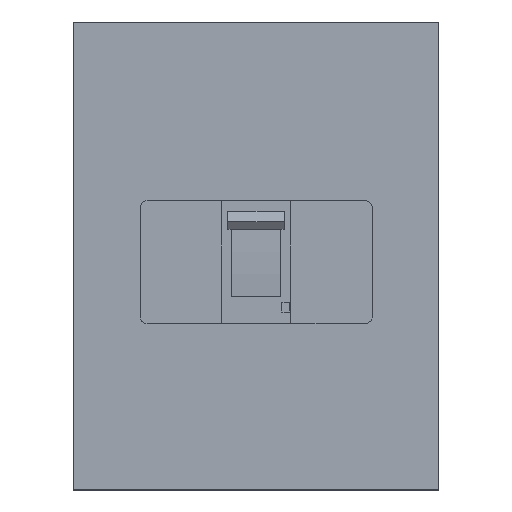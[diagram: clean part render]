
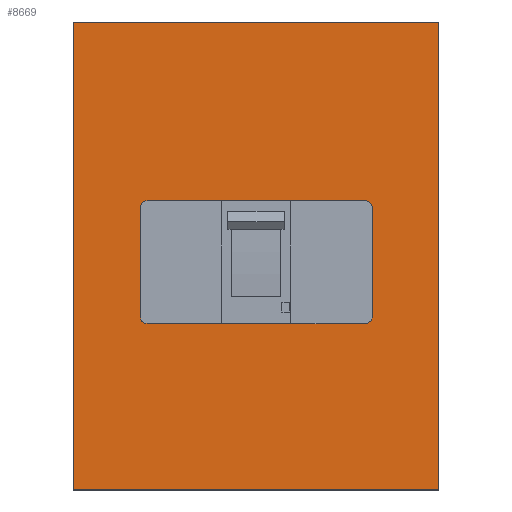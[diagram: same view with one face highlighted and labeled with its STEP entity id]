
A CAD part, top view. The second image highlights one B-rep face of the part: STEP entity #8669.
In plain terms, the highlighted planar face has unit normal (0, 0, 1).
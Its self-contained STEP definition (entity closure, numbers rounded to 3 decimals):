
#392 = PLANE ( 'NONE',  #8608 ) ;
#597 = CIRCLE ( 'NONE', #13179, 5. ) ;
#668 = ORIENTED_EDGE ( 'NONE', *, *, #11979, .T. ) ;
#1047 = VERTEX_POINT ( 'NONE', #3799 ) ;
#1200 = DIRECTION ( 'NONE',  ( 0., 0., -1. ) ) ;
#1293 = LINE ( 'NONE', #2094, #11126 ) ;
#1439 = AXIS2_PLACEMENT_3D ( 'NONE', #13870, #6214, #15093 ) ;
#1887 = ORIENTED_EDGE ( 'NONE', *, *, #2463, .T. ) ;
#1959 = LINE ( 'NONE', #5310, #14696 ) ;
#2047 = ORIENTED_EDGE ( 'NONE', *, *, #10093, .T. ) ;
#2094 = CARTESIAN_POINT ( 'NONE',  ( 31.282, 0., 0. ) ) ;
#2428 = DIRECTION ( 'NONE',  ( 0., 1., 0. ) ) ;
#2440 = AXIS2_PLACEMENT_3D ( 'NONE', #3197, #12142, #4496 ) ;
#2463 = EDGE_CURVE ( 'NONE', #3905, #5531, #14339, .T. ) ;
#2488 = CARTESIAN_POINT ( 'NONE',  ( 80.482, 0., 0. ) ) ;
#2550 = CARTESIAN_POINT ( 'NONE',  ( 299.282, 460., 0. ) ) ;
#2675 = VERTEX_POINT ( 'NONE', #15703 ) ;
#2788 = VERTEX_POINT ( 'NONE', #16330 ) ;
#2866 = EDGE_CURVE ( 'NONE', #10085, #11127, #11326, .T. ) ;
#2924 = ORIENTED_EDGE ( 'NONE', *, *, #2866, .T. ) ;
#2981 = EDGE_CURVE ( 'NONE', #6234, #2675, #9349, .T. ) ;
#3197 = CARTESIAN_POINT ( 'NONE',  ( 85.482, 667., 0. ) ) ;
#3436 = ORIENTED_EDGE ( 'NONE', *, *, #9783, .T. ) ;
#3629 = EDGE_CURVE ( 'NONE', #1047, #12762, #1959, .T. ) ;
#3660 = VECTOR ( 'NONE', #15273, 1000. ) ;
#3779 = VERTEX_POINT ( 'NONE', #5772 ) ;
#3799 = CARTESIAN_POINT ( 'NONE',  ( 31.282, 460., 0. ) ) ;
#3815 = CARTESIAN_POINT ( 'NONE',  ( 250.482, 0., 0. ) ) ;
#3905 = VERTEX_POINT ( 'NONE', #14959 ) ;
#4079 = LINE ( 'NONE', #3815, #12077 ) ;
#4496 = DIRECTION ( 'NONE',  ( -1., 0., 0. ) ) ;
#4554 = VECTOR ( 'NONE', #14335, 1000. ) ;
#4586 = VECTOR ( 'NONE', #2428, 1000. ) ;
#4701 = CIRCLE ( 'NONE', #2440, 5. ) ;
#5079 = CARTESIAN_POINT ( 'NONE',  ( 85.482, 672., 0. ) ) ;
#5134 = CIRCLE ( 'NONE', #1439, 5. ) ;
#5165 = EDGE_LOOP ( 'NONE', ( #9948, #1887, #3436, #2924, #10805, #6685, #9859, #668 ) ) ;
#5310 = CARTESIAN_POINT ( 'NONE',  ( 0., 460., 0. ) ) ;
#5531 = VERTEX_POINT ( 'NONE', #13215 ) ;
#5772 = CARTESIAN_POINT ( 'NONE',  ( 250.482, 587., 0. ) ) ;
#6079 = AXIS2_PLACEMENT_3D ( 'NONE', #7211, #15965, #8469 ) ;
#6214 = DIRECTION ( 'NONE',  ( 0., 0., -1. ) ) ;
#6234 = VERTEX_POINT ( 'NONE', #9900 ) ;
#6566 = EDGE_LOOP ( 'NONE', ( #13482, #14557, #2047, #10787 ) ) ;
#6601 = EDGE_CURVE ( 'NONE', #10690, #3905, #5134, .T. ) ;
#6602 = LINE ( 'NONE', #15558, #12998 ) ;
#6678 = CARTESIAN_POINT ( 'NONE',  ( 245.482, 672., 0. ) ) ;
#6685 = ORIENTED_EDGE ( 'NONE', *, *, #7612, .T. ) ;
#6818 = DIRECTION ( 'NONE',  ( 0., 0., 1. ) ) ;
#6821 = CIRCLE ( 'NONE', #6079, 5. ) ;
#7089 = EDGE_CURVE ( 'NONE', #2675, #1047, #1293, .T. ) ;
#7211 = CARTESIAN_POINT ( 'NONE',  ( 245.482, 667., 0. ) ) ;
#7475 = LINE ( 'NONE', #12710, #3660 ) ;
#7612 = EDGE_CURVE ( 'NONE', #11871, #3779, #4079, .T. ) ;
#8469 = DIRECTION ( 'NONE',  ( -1., 0., 0. ) ) ;
#8608 = AXIS2_PLACEMENT_3D ( 'NONE', #14427, #6818, #15634 ) ;
#8669 = ADVANCED_FACE ( 'NONE', ( #12785, #9023 ), #392, .T. ) ;
#8866 = CARTESIAN_POINT ( 'NONE',  ( 245.482, 587., 0. ) ) ;
#9023 = FACE_BOUND ( 'NONE', #5165, .T. ) ;
#9137 = CARTESIAN_POINT ( 'NONE',  ( 250.482, 667., 0. ) ) ;
#9305 = DIRECTION ( 'NONE',  ( -1., 0., 0. ) ) ;
#9349 = LINE ( 'NONE', #13128, #12695 ) ;
#9783 = EDGE_CURVE ( 'NONE', #5531, #10085, #4701, .T. ) ;
#9859 = ORIENTED_EDGE ( 'NONE', *, *, #16310, .T. ) ;
#9900 = CARTESIAN_POINT ( 'NONE',  ( 299.282, 803., 0. ) ) ;
#9948 = ORIENTED_EDGE ( 'NONE', *, *, #6601, .T. ) ;
#10085 = VERTEX_POINT ( 'NONE', #5079 ) ;
#10093 = EDGE_CURVE ( 'NONE', #12762, #6234, #7475, .T. ) ;
#10173 = DIRECTION ( 'NONE',  ( -1., 0., 0. ) ) ;
#10690 = VERTEX_POINT ( 'NONE', #12005 ) ;
#10787 = ORIENTED_EDGE ( 'NONE', *, *, #2981, .T. ) ;
#10805 = ORIENTED_EDGE ( 'NONE', *, *, #12098, .T. ) ;
#11126 = VECTOR ( 'NONE', #12308, 1000. ) ;
#11127 = VERTEX_POINT ( 'NONE', #6678 ) ;
#11326 = LINE ( 'NONE', #14354, #4554 ) ;
#11463 = DIRECTION ( 'NONE',  ( 0., -1., 0. ) ) ;
#11729 = DIRECTION ( 'NONE',  ( 1., 0., 0. ) ) ;
#11871 = VERTEX_POINT ( 'NONE', #9137 ) ;
#11979 = EDGE_CURVE ( 'NONE', #2788, #10690, #6602, .T. ) ;
#12005 = CARTESIAN_POINT ( 'NONE',  ( 85.482, 582., 0. ) ) ;
#12077 = VECTOR ( 'NONE', #11463, 1000. ) ;
#12098 = EDGE_CURVE ( 'NONE', #11127, #11871, #6821, .T. ) ;
#12142 = DIRECTION ( 'NONE',  ( 0., 0., -1. ) ) ;
#12192 = DIRECTION ( 'NONE',  ( -1., 0., 0. ) ) ;
#12308 = DIRECTION ( 'NONE',  ( 0., -1., 0. ) ) ;
#12695 = VECTOR ( 'NONE', #12192, 1000. ) ;
#12710 = CARTESIAN_POINT ( 'NONE',  ( 299.282, 0., 0. ) ) ;
#12762 = VERTEX_POINT ( 'NONE', #2550 ) ;
#12785 = FACE_OUTER_BOUND ( 'NONE', #6566, .T. ) ;
#12998 = VECTOR ( 'NONE', #9305, 1000. ) ;
#13128 = CARTESIAN_POINT ( 'NONE',  ( 0., 803., 0. ) ) ;
#13179 = AXIS2_PLACEMENT_3D ( 'NONE', #8866, #1200, #10173 ) ;
#13215 = CARTESIAN_POINT ( 'NONE',  ( 80.482, 667., 0. ) ) ;
#13482 = ORIENTED_EDGE ( 'NONE', *, *, #7089, .T. ) ;
#13870 = CARTESIAN_POINT ( 'NONE',  ( 85.482, 587., 0. ) ) ;
#14335 = DIRECTION ( 'NONE',  ( 1., 0., 0. ) ) ;
#14339 = LINE ( 'NONE', #2488, #4586 ) ;
#14354 = CARTESIAN_POINT ( 'NONE',  ( 0., 672., 0. ) ) ;
#14427 = CARTESIAN_POINT ( 'NONE',  ( 0., 0., 0. ) ) ;
#14557 = ORIENTED_EDGE ( 'NONE', *, *, #3629, .T. ) ;
#14696 = VECTOR ( 'NONE', #11729, 1000. ) ;
#14959 = CARTESIAN_POINT ( 'NONE',  ( 80.482, 587., 0. ) ) ;
#15093 = DIRECTION ( 'NONE',  ( -1., 0., 0. ) ) ;
#15273 = DIRECTION ( 'NONE',  ( 0., 1., 0. ) ) ;
#15558 = CARTESIAN_POINT ( 'NONE',  ( 0., 582., 0. ) ) ;
#15634 = DIRECTION ( 'NONE',  ( 1., 0., 0. ) ) ;
#15703 = CARTESIAN_POINT ( 'NONE',  ( 31.282, 803., 0. ) ) ;
#15965 = DIRECTION ( 'NONE',  ( 0., 0., -1. ) ) ;
#16310 = EDGE_CURVE ( 'NONE', #3779, #2788, #597, .T. ) ;
#16330 = CARTESIAN_POINT ( 'NONE',  ( 245.482, 582., 0. ) ) ;
